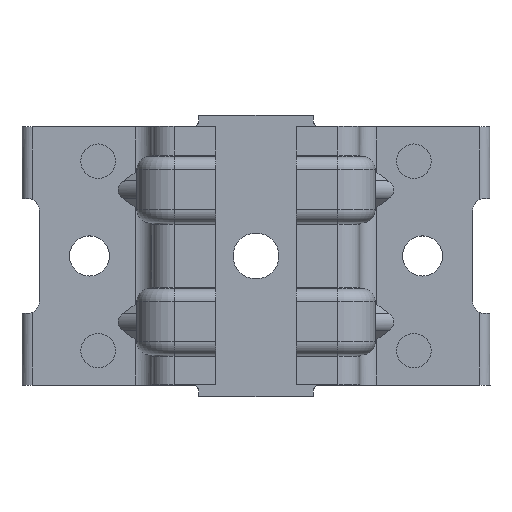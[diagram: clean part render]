
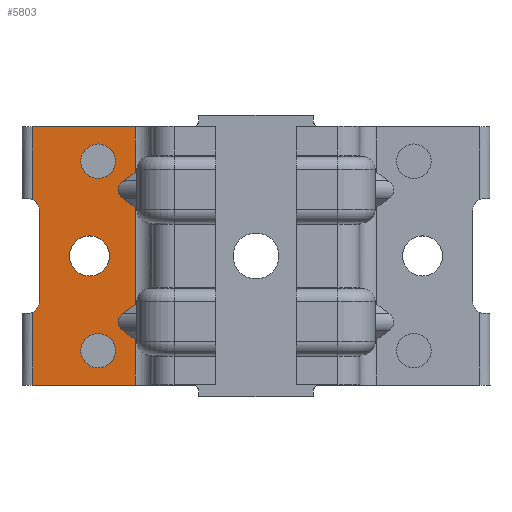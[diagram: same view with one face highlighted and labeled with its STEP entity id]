
A CAD part, top view. The second image highlights one B-rep face of the part: STEP entity #5803.
In plain terms, the highlighted planar face has unit normal (0, 0, 1).
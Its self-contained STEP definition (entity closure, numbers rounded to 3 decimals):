
#5496=CARTESIAN_POINT('',(-37.75,8.,1.801));
#5497=VERTEX_POINT('',#5496);
#5498=CARTESIAN_POINT('',(-37.75,-8.,1.801));
#5499=VERTEX_POINT('',#5498);
#5500=CARTESIAN_POINT('',(-37.75,8.,1.801));
#5501=DIRECTION('',(0.0,-1.0,0.0));
#5502=VECTOR('',#5501,16.0);
#5503=LINE('',#5500,#5502);
#5504=EDGE_CURVE('',#5497,#5499,#5503,.T.);
#5527=CARTESIAN_POINT('',(-38.95,9.833,1.801));
#5528=VERTEX_POINT('',#5527);
#5529=CARTESIAN_POINT('',(-39.75,8.0,1.801));
#5530=DIRECTION('',(0.0,0.0,-1.0));
#5531=DIRECTION('',(0.0,1.0,0.0));
#5532=AXIS2_PLACEMENT_3D('',#5529,#5530,#5531);
#5533=CIRCLE('',#5532,2.);
#5534=EDGE_CURVE('',#5528,#5497,#5533,.T.);
#5619=CARTESIAN_POINT('',(-38.95,-9.833,1.801));
#5620=VERTEX_POINT('',#5619);
#5621=CARTESIAN_POINT('',(-39.75,-8.0,1.801));
#5622=DIRECTION('',(0.0,0.0,-1.0));
#5623=DIRECTION('',(1.0,0.0,0.0));
#5624=AXIS2_PLACEMENT_3D('',#5621,#5622,#5623);
#5625=CIRCLE('',#5624,2.);
#5626=EDGE_CURVE('',#5499,#5620,#5625,.T.);
#5656=CARTESIAN_POINT('',(-38.95,22.5,1.801));
#5657=DIRECTION('',(0.0,0.0,1.0));
#5658=DIRECTION('',(1.0,0.0,0.0));
#5659=AXIS2_PLACEMENT_3D('',#5656,#5657,#5658);
#5660=PLANE('',#5659);
#5661=ORIENTED_EDGE('',*,*,#5534,.T.);
#5662=ORIENTED_EDGE('',*,*,#5504,.T.);
#5663=ORIENTED_EDGE('',*,*,#5626,.T.);
#5664=CARTESIAN_POINT('',(-38.95,-22.5,1.801));
#5665=VERTEX_POINT('',#5664);
#5666=CARTESIAN_POINT('',(-38.95,-9.833,1.801));
#5667=DIRECTION('',(0.0,-1.0,0.0));
#5668=VECTOR('',#5667,12.667);
#5669=LINE('',#5666,#5668);
#5670=EDGE_CURVE('',#5620,#5665,#5669,.T.);
#5671=ORIENTED_EDGE('',*,*,#5670,.T.);
#5672=CARTESIAN_POINT('',(-21.05,-22.5,1.801));
#5673=VERTEX_POINT('',#5672);
#5674=CARTESIAN_POINT('',(-38.95,-22.5,1.801));
#5675=DIRECTION('',(1.0,0.0,0.0));
#5676=VECTOR('',#5675,17.9);
#5677=LINE('',#5674,#5676);
#5678=EDGE_CURVE('',#5665,#5673,#5677,.T.);
#5679=ORIENTED_EDGE('',*,*,#5678,.T.);
#5680=CARTESIAN_POINT('',(-21.05,-14.521,1.801));
#5681=VERTEX_POINT('',#5680);
#5682=CARTESIAN_POINT('',(-21.05,-22.5,1.801));
#5683=DIRECTION('',(0.0,1.0,0.0));
#5684=VECTOR('',#5683,7.979);
#5685=LINE('',#5682,#5684);
#5686=EDGE_CURVE('',#5673,#5681,#5685,.T.);
#5687=ORIENTED_EDGE('',*,*,#5686,.T.);
#5688=CARTESIAN_POINT('',(-23.123,-13.056,1.801));
#5689=VERTEX_POINT('',#5688);
#5690=CARTESIAN_POINT('',(-21.05,-14.521,1.801));
#5691=DIRECTION('',(-0.816,0.577,0.));
#5692=VECTOR('',#5691,2.539);
#5693=LINE('',#5690,#5692);
#5694=EDGE_CURVE('',#5681,#5689,#5693,.T.);
#5695=ORIENTED_EDGE('',*,*,#5694,.T.);
#5696=CARTESIAN_POINT('',(-23.123,-9.944,1.801));
#5697=VERTEX_POINT('',#5696);
#5698=CARTESIAN_POINT('',(-20.923,-11.5,1.801));
#5699=DIRECTION('',(0.0,0.0,-1.0));
#5700=DIRECTION('',(-1.0,0.0,0.0));
#5701=AXIS2_PLACEMENT_3D('',#5698,#5699,#5700);
#5702=ELLIPSE('',#5701,3.111,2.2);
#5703=EDGE_CURVE('',#5697,#5689,#5702,.F.);
#5704=ORIENTED_EDGE('',*,*,#5703,.F.);
#5705=CARTESIAN_POINT('',(-21.05,-8.479,1.801));
#5706=VERTEX_POINT('',#5705);
#5707=CARTESIAN_POINT('',(-23.123,-9.944,1.801));
#5708=DIRECTION('',(0.816,0.577,0.));
#5709=VECTOR('',#5708,2.539);
#5710=LINE('',#5707,#5709);
#5711=EDGE_CURVE('',#5697,#5706,#5710,.T.);
#5712=ORIENTED_EDGE('',*,*,#5711,.T.);
#5713=CARTESIAN_POINT('',(-21.05,8.479,1.801));
#5714=VERTEX_POINT('',#5713);
#5715=CARTESIAN_POINT('',(-21.05,-8.479,1.801));
#5716=DIRECTION('',(0.0,1.0,0.0));
#5717=VECTOR('',#5716,16.957);
#5718=LINE('',#5715,#5717);
#5719=EDGE_CURVE('',#5706,#5714,#5718,.T.);
#5720=ORIENTED_EDGE('',*,*,#5719,.T.);
#5721=CARTESIAN_POINT('',(-23.123,9.944,1.801));
#5722=VERTEX_POINT('',#5721);
#5723=CARTESIAN_POINT('',(-21.05,8.479,1.801));
#5724=DIRECTION('',(-0.816,0.577,0.0));
#5725=VECTOR('',#5724,2.539);
#5726=LINE('',#5723,#5725);
#5727=EDGE_CURVE('',#5714,#5722,#5726,.T.);
#5728=ORIENTED_EDGE('',*,*,#5727,.T.);
#5729=CARTESIAN_POINT('',(-23.123,13.056,1.801));
#5730=VERTEX_POINT('',#5729);
#5731=CARTESIAN_POINT('',(-20.923,11.5,1.801));
#5732=DIRECTION('',(0.0,0.0,-1.0));
#5733=DIRECTION('',(-1.0,0.0,0.0));
#5734=AXIS2_PLACEMENT_3D('',#5731,#5732,#5733);
#5735=ELLIPSE('',#5734,3.111,2.2);
#5736=EDGE_CURVE('',#5730,#5722,#5735,.F.);
#5737=ORIENTED_EDGE('',*,*,#5736,.F.);
#5738=CARTESIAN_POINT('',(-21.05,14.521,1.801));
#5739=VERTEX_POINT('',#5738);
#5740=CARTESIAN_POINT('',(-23.123,13.056,1.801));
#5741=DIRECTION('',(0.816,0.577,0.));
#5742=VECTOR('',#5741,2.539);
#5743=LINE('',#5740,#5742);
#5744=EDGE_CURVE('',#5730,#5739,#5743,.T.);
#5745=ORIENTED_EDGE('',*,*,#5744,.T.);
#5746=CARTESIAN_POINT('',(-21.05,22.5,1.801));
#5747=VERTEX_POINT('',#5746);
#5748=CARTESIAN_POINT('',(-21.05,14.521,1.801));
#5749=DIRECTION('',(0.0,1.0,0.0));
#5750=VECTOR('',#5749,7.979);
#5751=LINE('',#5748,#5750);
#5752=EDGE_CURVE('',#5739,#5747,#5751,.T.);
#5753=ORIENTED_EDGE('',*,*,#5752,.T.);
#5754=CARTESIAN_POINT('',(-38.95,22.5,1.801));
#5755=VERTEX_POINT('',#5754);
#5756=CARTESIAN_POINT('',(-21.05,22.5,1.801));
#5757=DIRECTION('',(-1.0,0.0,0.0));
#5758=VECTOR('',#5757,17.9);
#5759=LINE('',#5756,#5758);
#5760=EDGE_CURVE('',#5747,#5755,#5759,.T.);
#5761=ORIENTED_EDGE('',*,*,#5760,.T.);
#5762=CARTESIAN_POINT('',(-38.95,22.5,1.801));
#5763=DIRECTION('',(0.0,-1.0,0.0));
#5764=VECTOR('',#5763,12.667);
#5765=LINE('',#5762,#5764);
#5766=EDGE_CURVE('',#5755,#5528,#5765,.T.);
#5767=ORIENTED_EDGE('',*,*,#5766,.T.);
#5768=EDGE_LOOP('',(#5661,#5662,#5663,#5671,#5679,#5687,#5695,#5704,#5712,#5720,#5728,#5737,#5745,#5753,#5761,#5767));
#5769=FACE_OUTER_BOUND('',#5768,.T.);
#5770=CARTESIAN_POINT('',(-24.5,-16.5,1.801));
#5771=VERTEX_POINT('',#5770);
#5772=CARTESIAN_POINT('',(-27.5,-16.5,1.801));
#5773=DIRECTION('',(0.0,0.0,-1.0));
#5774=DIRECTION('',(-1.0,0.0,0.0));
#5775=AXIS2_PLACEMENT_3D('',#5772,#5773,#5774);
#5776=CIRCLE('',#5775,3.);
#5777=EDGE_CURVE('',#5771,#5771,#5776,.T.);
#5778=ORIENTED_EDGE('',*,*,#5777,.T.);
#5779=EDGE_LOOP('',(#5778));
#5780=FACE_BOUND('',#5779,.T.);
#5781=CARTESIAN_POINT('',(-24.5,16.5,1.801));
#5782=VERTEX_POINT('',#5781);
#5783=CARTESIAN_POINT('',(-27.5,16.5,1.801));
#5784=DIRECTION('',(0.0,0.0,-1.0));
#5785=DIRECTION('',(-1.0,0.0,0.0));
#5786=AXIS2_PLACEMENT_3D('',#5783,#5784,#5785);
#5787=CIRCLE('',#5786,3.);
#5788=EDGE_CURVE('',#5782,#5782,#5787,.T.);
#5789=ORIENTED_EDGE('',*,*,#5788,.T.);
#5790=EDGE_LOOP('',(#5789));
#5791=FACE_BOUND('',#5790,.T.);
#5792=CARTESIAN_POINT('',(-25.5,0.,1.801));
#5793=VERTEX_POINT('',#5792);
#5794=CARTESIAN_POINT('',(-29.,0.,1.801));
#5795=DIRECTION('',(0.0,0.0,-1.0));
#5796=DIRECTION('',(-1.0,0.0,0.0));
#5797=AXIS2_PLACEMENT_3D('',#5794,#5795,#5796);
#5798=CIRCLE('',#5797,3.5);
#5799=EDGE_CURVE('',#5793,#5793,#5798,.T.);
#5800=ORIENTED_EDGE('',*,*,#5799,.T.);
#5801=EDGE_LOOP('',(#5800));
#5802=FACE_BOUND('',#5801,.T.);
#5803=ADVANCED_FACE('',(#5769,#5780,#5791,#5802),#5660,.T.);
